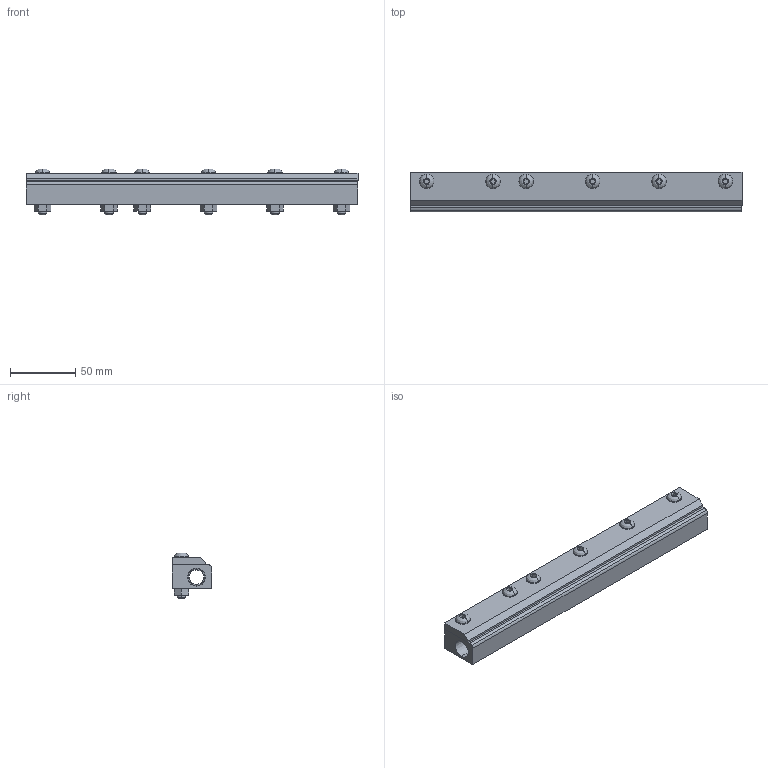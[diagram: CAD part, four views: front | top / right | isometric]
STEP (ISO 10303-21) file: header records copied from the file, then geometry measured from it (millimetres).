
FILE_DESCRIPTION(('STEP AP203'),'1');
FILE_NAME('2209ss.stp','2024-09-25T10:11:45',('TraceParts'),('TraceParts S.A.'),'Spatial InterOp 3D',' ',' ');
FILE_SCHEMA(('CONFIG_CONTROL_DESIGN'));
Length unit declared in the file: millimetre
Products named in the file (1): 1
Bounding box: 254 x 30.48 x 35.1 mm (x, y, z)
Volume: 168039.1 mm3; surface area: 52503.7 mm2
Topology: 14 solids, 14 shells, 219 faces, 519 edges, 344 vertices
Faces by surface type: plane 123, cylinder 52, bspline 28, cone 16
Entity records: 7217 total; most frequent: CARTESIAN_POINT 1964, DIRECTION 1085, ORIENTED_EDGE 1042, EDGE_CURVE 521, AXIS2_PLACEMENT_3D 387, VERTEX_POINT 346, LINE 311, VECTOR 311
